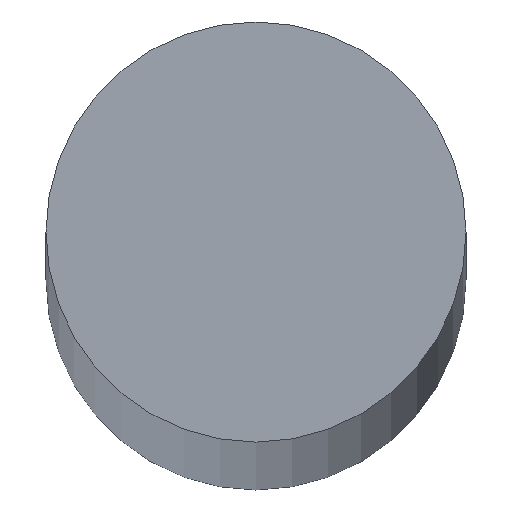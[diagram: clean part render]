
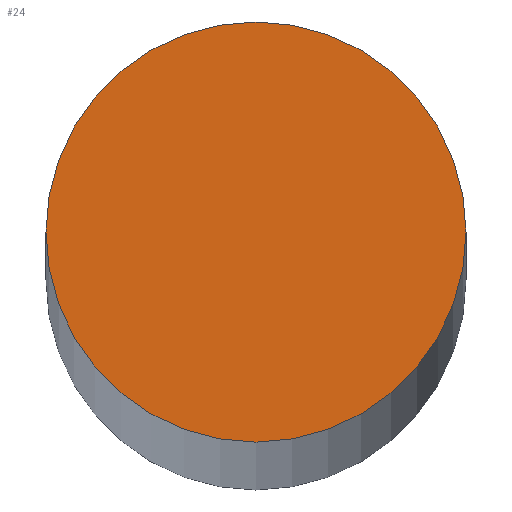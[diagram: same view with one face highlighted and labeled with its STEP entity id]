
A CAD part, top view. The second image highlights one B-rep face of the part: STEP entity #24.
In plain terms, the highlighted planar face has unit normal (0, 0, 1).
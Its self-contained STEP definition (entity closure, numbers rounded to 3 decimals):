
#11 = PLANE ( 'NONE',  #118 ) ;
#12 = CIRCLE ( 'NONE', #109, 3. ) ;
#15 = DIRECTION ( 'NONE',  ( 1., 0., 0. ) ) ;
#20 = EDGE_CURVE ( 'NONE', #142, #157, #131, .T. ) ;
#24 = ADVANCED_FACE ( 'NONE', ( #160 ), #11, .T. ) ;
#47 = EDGE_LOOP ( 'NONE', ( #103, #78 ) ) ;
#51 = DIRECTION ( 'NONE',  ( 1., 0., 0. ) ) ;
#67 = CARTESIAN_POINT ( 'NONE',  ( 0., 0., 196. ) ) ;
#78 = ORIENTED_EDGE ( 'NONE', *, *, #20, .T. ) ;
#81 = DIRECTION ( 'NONE',  ( 0., 0., 1. ) ) ;
#84 = CARTESIAN_POINT ( 'NONE',  ( -3., 0., 196. ) ) ;
#85 = DIRECTION ( 'NONE',  ( 0., 0., 1. ) ) ;
#103 = ORIENTED_EDGE ( 'NONE', *, *, #156, .T. ) ;
#108 = CARTESIAN_POINT ( 'NONE',  ( 0., 0., 196. ) ) ;
#109 = AXIS2_PLACEMENT_3D ( 'NONE', #108, #169, #51 ) ;
#118 = AXIS2_PLACEMENT_3D ( 'NONE', #120, #85, #125 ) ;
#120 = CARTESIAN_POINT ( 'NONE',  ( 0., 0., 196. ) ) ;
#121 = AXIS2_PLACEMENT_3D ( 'NONE', #67, #81, #15 ) ;
#125 = DIRECTION ( 'NONE',  ( 1., 0., 0. ) ) ;
#131 = CIRCLE ( 'NONE', #121, 3. ) ;
#142 = VERTEX_POINT ( 'NONE', #148 ) ;
#148 = CARTESIAN_POINT ( 'NONE',  ( 3., 0., 196. ) ) ;
#156 = EDGE_CURVE ( 'NONE', #157, #142, #12, .T. ) ;
#157 = VERTEX_POINT ( 'NONE', #84 ) ;
#160 = FACE_OUTER_BOUND ( 'NONE', #47, .T. ) ;
#169 = DIRECTION ( 'NONE',  ( 0., 0., 1. ) ) ;
